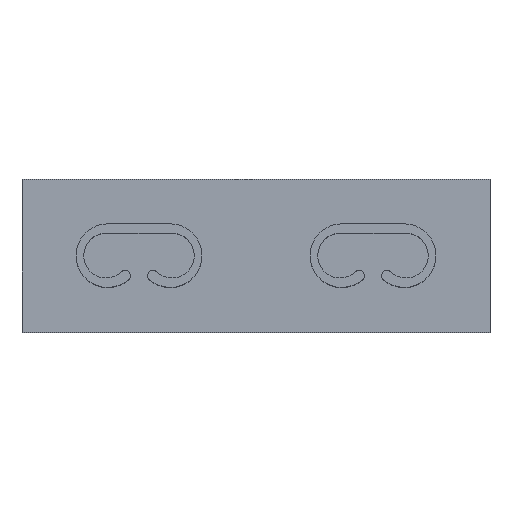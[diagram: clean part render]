
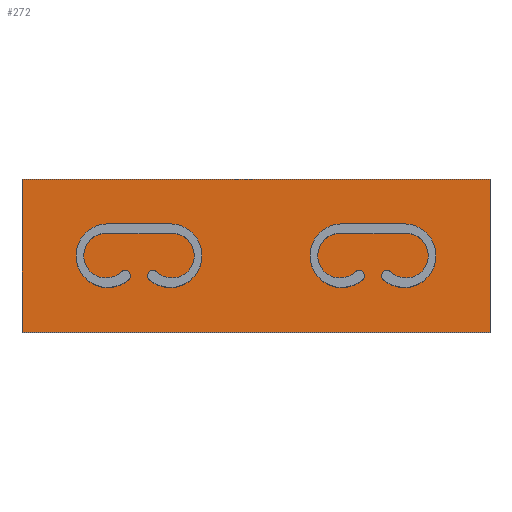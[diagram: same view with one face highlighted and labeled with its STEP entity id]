
A CAD part, top view. The second image highlights one B-rep face of the part: STEP entity #272.
In plain terms, the highlighted planar face has unit normal (0, 0, 1).
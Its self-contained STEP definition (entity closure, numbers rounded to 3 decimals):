
#24 = VERTEX_POINT('',#25);
#25 = CARTESIAN_POINT('',(-7.41,2.42,3.06));
#31 = EDGE_CURVE('',#24,#32,#34,.T.);
#32 = VERTEX_POINT('',#33);
#33 = CARTESIAN_POINT('',(-7.41,-2.42,3.06));
#34 = LINE('',#35,#36);
#35 = CARTESIAN_POINT('',(-7.41,2.42,3.06));
#36 = VECTOR('',#37,1.);
#37 = DIRECTION('',(0.,-1.,0.));
#64 = VERTEX_POINT('',#65);
#65 = CARTESIAN_POINT('',(7.41,2.42,3.06));
#71 = EDGE_CURVE('',#64,#24,#72,.T.);
#72 = LINE('',#73,#74);
#73 = CARTESIAN_POINT('',(7.41,2.42,3.06));
#74 = VECTOR('',#75,1.);
#75 = DIRECTION('',(-1.,0.,0.));
#93 = EDGE_CURVE('',#32,#94,#96,.T.);
#94 = VERTEX_POINT('',#95);
#95 = CARTESIAN_POINT('',(7.41,-2.42,3.06));
#96 = LINE('',#97,#98);
#97 = CARTESIAN_POINT('',(-7.41,-2.42,3.06));
#98 = VECTOR('',#99,1.);
#99 = DIRECTION('',(1.,0.,0.));
#272 = ADVANCED_FACE('',(#273,#284,#356),#428,.T.);
#273 = FACE_BOUND('',#274,.T.);
#274 = EDGE_LOOP('',(#275,#276,#277,#283));
#275 = ORIENTED_EDGE('',*,*,#31,.T.);
#276 = ORIENTED_EDGE('',*,*,#93,.T.);
#277 = ORIENTED_EDGE('',*,*,#278,.T.);
#278 = EDGE_CURVE('',#94,#64,#279,.T.);
#279 = LINE('',#280,#281);
#280 = CARTESIAN_POINT('',(7.41,-2.42,3.06));
#281 = VECTOR('',#282,1.);
#282 = DIRECTION('',(0.,1.,0.));
#283 = ORIENTED_EDGE('',*,*,#71,.T.);
#284 = FACE_BOUND('',#285,.T.);
#285 = EDGE_LOOP('',(#286,#296,#305,#314,#323,#331,#340,#349));
#286 = ORIENTED_EDGE('',*,*,#287,.F.);
#287 = EDGE_CURVE('',#288,#290,#292,.T.);
#288 = VERTEX_POINT('',#289);
#289 = CARTESIAN_POINT('',(4.705,1.007,3.06));
#290 = VERTEX_POINT('',#291);
#291 = CARTESIAN_POINT('',(2.705,1.007,3.06));
#292 = LINE('',#293,#294);
#293 = CARTESIAN_POINT('',(4.705,1.007,3.06));
#294 = VECTOR('',#295,1.);
#295 = DIRECTION('',(-1.,0.,0.));
#296 = ORIENTED_EDGE('',*,*,#297,.T.);
#297 = EDGE_CURVE('',#288,#298,#300,.T.);
#298 = VERTEX_POINT('',#299);
#299 = CARTESIAN_POINT('',(4.035,-0.763,3.06));
#300 = CIRCLE('',#301,1.007);
#301 = AXIS2_PLACEMENT_3D('',#302,#303,#304);
#302 = CARTESIAN_POINT('',(4.693,0.,3.06));
#303 = DIRECTION('',(0.,0.,-1.));
#304 = DIRECTION('',(-1.,0.,0.));
#305 = ORIENTED_EDGE('',*,*,#306,.T.);
#306 = EDGE_CURVE('',#298,#307,#309,.T.);
#307 = VERTEX_POINT('',#308);
#308 = CARTESIAN_POINT('',(4.261,-0.513,3.06));
#309 = CIRCLE('',#310,0.169);
#310 = AXIS2_PLACEMENT_3D('',#311,#312,#313);
#311 = CARTESIAN_POINT('',(4.145,-0.635,3.06));
#312 = DIRECTION('',(0.,0.,-1.));
#313 = DIRECTION('',(-1.,0.,0.));
#314 = ORIENTED_EDGE('',*,*,#315,.F.);
#315 = EDGE_CURVE('',#316,#307,#318,.T.);
#316 = VERTEX_POINT('',#317);
#317 = CARTESIAN_POINT('',(4.79,0.707,3.06));
#318 = CIRCLE('',#319,0.708);
#319 = AXIS2_PLACEMENT_3D('',#320,#321,#322);
#320 = CARTESIAN_POINT('',(4.75,0.,3.06));
#321 = DIRECTION('',(0.,0.,-1.));
#322 = DIRECTION('',(-1.,0.,0.));
#323 = ORIENTED_EDGE('',*,*,#324,.T.);
#324 = EDGE_CURVE('',#316,#325,#327,.T.);
#325 = VERTEX_POINT('',#326);
#326 = CARTESIAN_POINT('',(2.62,0.707,3.06));
#327 = LINE('',#328,#329);
#328 = CARTESIAN_POINT('',(4.79,0.707,3.06));
#329 = VECTOR('',#330,1.);
#330 = DIRECTION('',(-1.,0.,0.));
#331 = ORIENTED_EDGE('',*,*,#332,.F.);
#332 = EDGE_CURVE('',#333,#325,#335,.T.);
#333 = VERTEX_POINT('',#334);
#334 = CARTESIAN_POINT('',(3.149,-0.513,3.06));
#335 = CIRCLE('',#336,0.708);
#336 = AXIS2_PLACEMENT_3D('',#337,#338,#339);
#337 = CARTESIAN_POINT('',(2.66,0.,3.06));
#338 = DIRECTION('',(0.,0.,-1.));
#339 = DIRECTION('',(-1.,0.,0.));
#340 = ORIENTED_EDGE('',*,*,#341,.T.);
#341 = EDGE_CURVE('',#333,#342,#344,.T.);
#342 = VERTEX_POINT('',#343);
#343 = CARTESIAN_POINT('',(3.375,-0.763,3.06));
#344 = CIRCLE('',#345,0.169);
#345 = AXIS2_PLACEMENT_3D('',#346,#347,#348);
#346 = CARTESIAN_POINT('',(3.265,-0.635,3.06));
#347 = DIRECTION('',(0.,0.,-1.));
#348 = DIRECTION('',(-1.,0.,0.));
#349 = ORIENTED_EDGE('',*,*,#350,.T.);
#350 = EDGE_CURVE('',#342,#290,#351,.T.);
#351 = CIRCLE('',#352,1.007);
#352 = AXIS2_PLACEMENT_3D('',#353,#354,#355);
#353 = CARTESIAN_POINT('',(2.717,0.,3.06));
#354 = DIRECTION('',(0.,0.,-1.));
#355 = DIRECTION('',(-1.,0.,0.));
#356 = FACE_BOUND('',#357,.T.);
#357 = EDGE_LOOP('',(#358,#369,#377,#386,#395,#404,#412,#421));
#358 = ORIENTED_EDGE('',*,*,#359,.F.);
#359 = EDGE_CURVE('',#360,#362,#364,.T.);
#360 = VERTEX_POINT('',#361);
#361 = CARTESIAN_POINT('',(-4.705,1.007,3.06));
#362 = VERTEX_POINT('',#363);
#363 = CARTESIAN_POINT('',(-4.035,-0.763,3.06));
#364 = CIRCLE('',#365,1.007);
#365 = AXIS2_PLACEMENT_3D('',#366,#367,#368);
#366 = CARTESIAN_POINT('',(-4.693,0.,3.06));
#367 = DIRECTION('',(0.,0.,1.));
#368 = DIRECTION('',(1.,0.,0.));
#369 = ORIENTED_EDGE('',*,*,#370,.T.);
#370 = EDGE_CURVE('',#360,#371,#373,.T.);
#371 = VERTEX_POINT('',#372);
#372 = CARTESIAN_POINT('',(-2.705,1.007,3.06));
#373 = LINE('',#374,#375);
#374 = CARTESIAN_POINT('',(-4.705,1.007,3.06));
#375 = VECTOR('',#376,1.);
#376 = DIRECTION('',(1.,0.,0.));
#377 = ORIENTED_EDGE('',*,*,#378,.F.);
#378 = EDGE_CURVE('',#379,#371,#381,.T.);
#379 = VERTEX_POINT('',#380);
#380 = CARTESIAN_POINT('',(-3.375,-0.763,3.06));
#381 = CIRCLE('',#382,1.007);
#382 = AXIS2_PLACEMENT_3D('',#383,#384,#385);
#383 = CARTESIAN_POINT('',(-2.717,0.,3.06));
#384 = DIRECTION('',(0.,0.,1.));
#385 = DIRECTION('',(1.,0.,0.));
#386 = ORIENTED_EDGE('',*,*,#387,.F.);
#387 = EDGE_CURVE('',#388,#379,#390,.T.);
#388 = VERTEX_POINT('',#389);
#389 = CARTESIAN_POINT('',(-3.149,-0.513,3.06));
#390 = CIRCLE('',#391,0.169);
#391 = AXIS2_PLACEMENT_3D('',#392,#393,#394);
#392 = CARTESIAN_POINT('',(-3.265,-0.635,3.06));
#393 = DIRECTION('',(0.,0.,1.));
#394 = DIRECTION('',(1.,0.,0.));
#395 = ORIENTED_EDGE('',*,*,#396,.T.);
#396 = EDGE_CURVE('',#388,#397,#399,.T.);
#397 = VERTEX_POINT('',#398);
#398 = CARTESIAN_POINT('',(-2.62,0.707,3.06));
#399 = CIRCLE('',#400,0.708);
#400 = AXIS2_PLACEMENT_3D('',#401,#402,#403);
#401 = CARTESIAN_POINT('',(-2.66,0.,3.06));
#402 = DIRECTION('',(0.,0.,1.));
#403 = DIRECTION('',(1.,0.,0.));
#404 = ORIENTED_EDGE('',*,*,#405,.F.);
#405 = EDGE_CURVE('',#406,#397,#408,.T.);
#406 = VERTEX_POINT('',#407);
#407 = CARTESIAN_POINT('',(-4.79,0.707,3.06));
#408 = LINE('',#409,#410);
#409 = CARTESIAN_POINT('',(-4.79,0.707,3.06));
#410 = VECTOR('',#411,1.);
#411 = DIRECTION('',(1.,0.,0.));
#412 = ORIENTED_EDGE('',*,*,#413,.T.);
#413 = EDGE_CURVE('',#406,#414,#416,.T.);
#414 = VERTEX_POINT('',#415);
#415 = CARTESIAN_POINT('',(-4.261,-0.513,3.06));
#416 = CIRCLE('',#417,0.708);
#417 = AXIS2_PLACEMENT_3D('',#418,#419,#420);
#418 = CARTESIAN_POINT('',(-4.75,0.,3.06));
#419 = DIRECTION('',(0.,0.,1.));
#420 = DIRECTION('',(1.,0.,0.));
#421 = ORIENTED_EDGE('',*,*,#422,.F.);
#422 = EDGE_CURVE('',#362,#414,#423,.T.);
#423 = CIRCLE('',#424,0.169);
#424 = AXIS2_PLACEMENT_3D('',#425,#426,#427);
#425 = CARTESIAN_POINT('',(-4.145,-0.635,3.06));
#426 = DIRECTION('',(0.,0.,1.));
#427 = DIRECTION('',(1.,0.,0.));
#428 = PLANE('',#429);
#429 = AXIS2_PLACEMENT_3D('',#430,#431,#432);
#430 = CARTESIAN_POINT('',(0.,0.,3.06));
#431 = DIRECTION('',(0.,0.,1.));
#432 = DIRECTION('',(1.,0.,0.));
